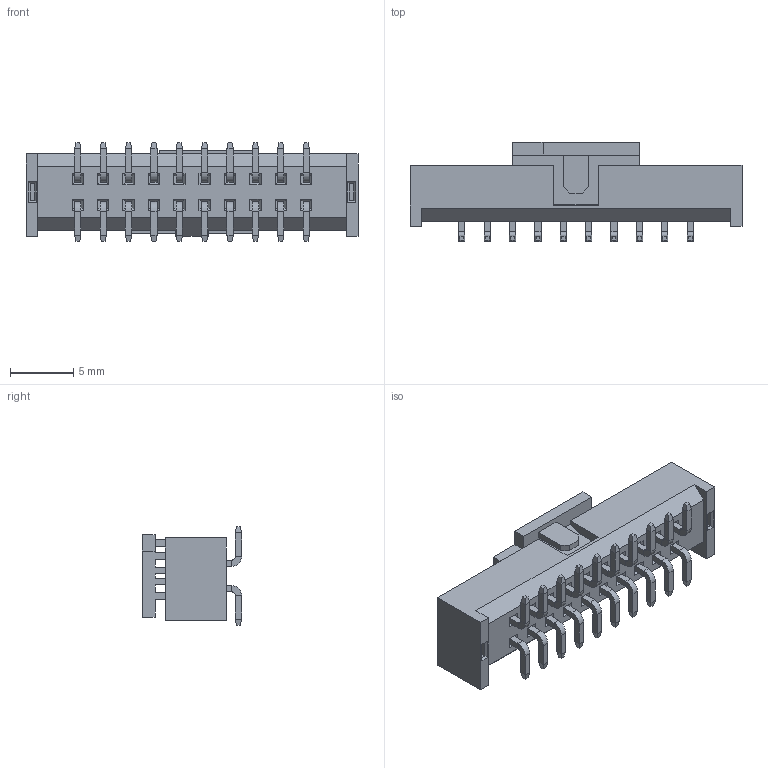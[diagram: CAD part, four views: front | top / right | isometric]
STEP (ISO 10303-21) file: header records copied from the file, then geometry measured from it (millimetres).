
FILE_DESCRIPTION( ('This file contains a STEP AP42 implementation' ,'as created by ZW3D STEP Interface translator.') ,'2;1' );
FILE_NAME( '3124-XXMXXBK00X1.stp' ,'2312 7.1459 8', (''), ('ZWCAD Software Co.'), 'Version 1.0', 'ZW3D to STEP translator', '' );
FILE_SCHEMA(('AUTOMOTIVE_DESIGN { 1 0 10303 214 1 1 1 1 }'));
Length unit declared in the file: millimetre
Products named in the file (3): 0; 3124-20MG0BK00R1; CAP3111-G202
Assembly tree (1 placements, depth 2):
  0
  3124-20MG0BK00R1
    CAP3111-G202
Bounding box: 26.17 x 7.82 x 7.8 mm (x, y, z)
Volume: 493 mm3; surface area: 1539.1 mm2
Topology: 2 solids, 2 shells, 700 faces, 1707 edges, 1054 vertices
Faces by surface type: plane 644, cylinder 56
Entity records: 21634 total; most frequent: CARTESIAN_POINT 5145, ORIENTED_EDGE 3414, DIRECTION 2891, EDGE_CURVE 1707, VECTOR 1259, LINE 1259, VERTEX_POINT 1054, AXIS2_PLACEMENT_3D 816
